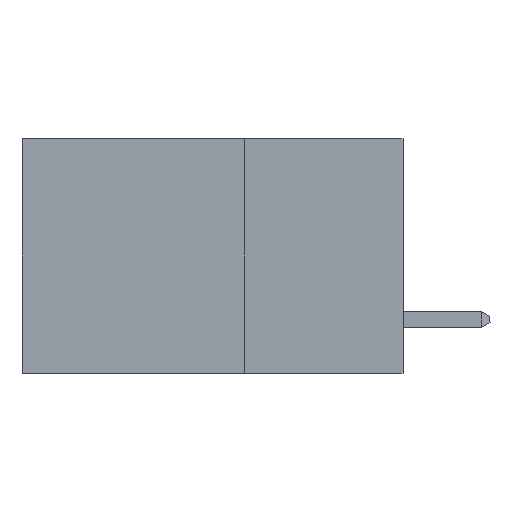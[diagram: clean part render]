
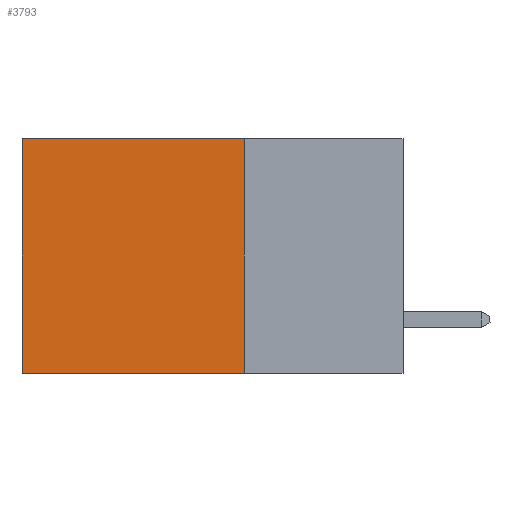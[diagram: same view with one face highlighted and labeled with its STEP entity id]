
A CAD part, left-side view. The second image highlights one B-rep face of the part: STEP entity #3793.
In plain terms, the highlighted planar face has unit normal (-1, 0, 0).
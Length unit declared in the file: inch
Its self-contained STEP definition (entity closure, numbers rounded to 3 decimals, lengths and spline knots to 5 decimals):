
#15 = DIRECTION ( 'NONE',  ( 1., 0., 0. ) ) ;
#72 = DIRECTION ( 'NONE',  ( 0., 1., 0. ) ) ;
#118 = PLANE ( 'NONE',  #1450 ) ;
#373 = ORIENTED_EDGE ( 'NONE', *, *, #8873, .T. ) ;
#419 = LINE ( 'NONE', #9011, #7981 ) ;
#494 = VERTEX_POINT ( 'NONE', #5986 ) ;
#576 = CARTESIAN_POINT ( 'NONE',  ( 0.2875, 0.25, 0. ) ) ;
#993 = FACE_OUTER_BOUND ( 'NONE', #4819, .T. ) ;
#1120 = DIRECTION ( 'NONE',  ( 0., 0., -1. ) ) ;
#1450 = AXIS2_PLACEMENT_3D ( 'NONE', #4112, #15, #2324 ) ;
#2324 = DIRECTION ( 'NONE',  ( 0., 0., -1. ) ) ;
#2529 = LINE ( 'NONE', #8043, #6383 ) ;
#2789 = VERTEX_POINT ( 'NONE', #576 ) ;
#3131 = VECTOR ( 'NONE', #5098, 39.37008 ) ;
#3192 = CARTESIAN_POINT ( 'NONE',  ( 0.2875, 0.25, 0. ) ) ;
#3592 = EDGE_CURVE ( 'NONE', #494, #4612, #6837, .T. ) ;
#3793 = ADVANCED_FACE ( 'NONE', ( #993 ), #118, .F. ) ;
#4022 = EDGE_CURVE ( 'NONE', #2789, #7346, #8697, .T. ) ;
#4028 = CARTESIAN_POINT ( 'NONE',  ( 0.2875, 0.6, 0. ) ) ;
#4112 = CARTESIAN_POINT ( 'NONE',  ( 0.2875, 0.25, 0. ) ) ;
#4315 = EDGE_CURVE ( 'NONE', #2789, #494, #2529, .T. ) ;
#4525 = CARTESIAN_POINT ( 'NONE',  ( 0.2875, 0.25, -0.37 ) ) ;
#4612 = VERTEX_POINT ( 'NONE', #7657 ) ;
#4819 = EDGE_LOOP ( 'NONE', ( #373, #8230, #8432, #5557 ) ) ;
#5098 = DIRECTION ( 'NONE',  ( 0., 1., 0. ) ) ;
#5557 = ORIENTED_EDGE ( 'NONE', *, *, #4022, .T. ) ;
#5986 = CARTESIAN_POINT ( 'NONE',  ( 0.2875, 0.25, -0.37 ) ) ;
#6383 = VECTOR ( 'NONE', #7022, 39.37008 ) ;
#6837 = LINE ( 'NONE', #4525, #8262 ) ;
#7022 = DIRECTION ( 'NONE',  ( 0., 0., -1. ) ) ;
#7346 = VERTEX_POINT ( 'NONE', #4028 ) ;
#7657 = CARTESIAN_POINT ( 'NONE',  ( 0.2875, 0.6, -0.37 ) ) ;
#7981 = VECTOR ( 'NONE', #1120, 39.37008 ) ;
#8043 = CARTESIAN_POINT ( 'NONE',  ( 0.2875, 0.25, 0. ) ) ;
#8230 = ORIENTED_EDGE ( 'NONE', *, *, #3592, .F. ) ;
#8262 = VECTOR ( 'NONE', #72, 39.37008 ) ;
#8432 = ORIENTED_EDGE ( 'NONE', *, *, #4315, .F. ) ;
#8697 = LINE ( 'NONE', #3192, #3131 ) ;
#8873 = EDGE_CURVE ( 'NONE', #7346, #4612, #419, .T. ) ;
#9011 = CARTESIAN_POINT ( 'NONE',  ( 0.2875, 0.6, 0. ) ) ;
